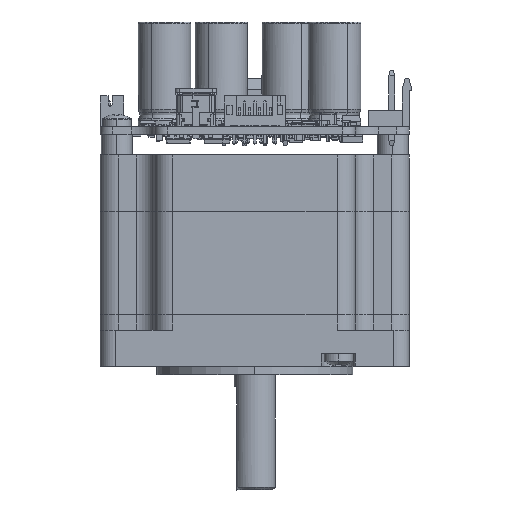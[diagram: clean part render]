
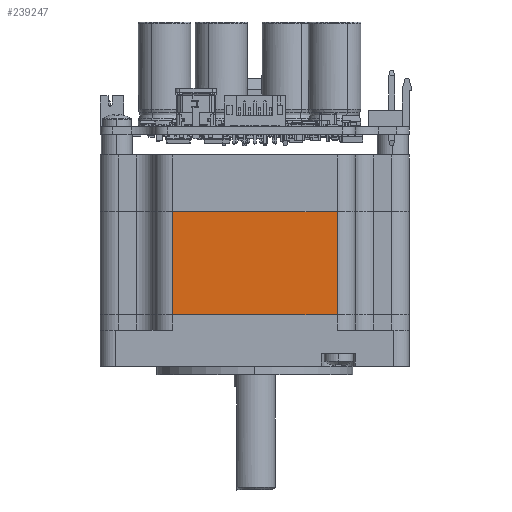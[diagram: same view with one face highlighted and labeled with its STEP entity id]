
A CAD part, left-side view. The second image highlights one B-rep face of the part: STEP entity #239247.
In plain terms, the highlighted planar face has unit normal (-1, 0, 0).
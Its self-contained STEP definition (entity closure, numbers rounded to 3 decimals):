
#1165 = ORIENTED_EDGE ( 'NONE', *, *, #62678, .T. ) ;
#23909 = EDGE_CURVE ( 'NONE', #402705, #90516, #386379, .T. ) ;
#25951 = PLANE ( 'NONE',  #388593 ) ;
#60462 = CARTESIAN_POINT ( 'NONE',  ( -30., 16., 35.5 ) ) ;
#62678 = EDGE_CURVE ( 'NONE', #387889, #323202, #289223, .T. ) ;
#82301 = DIRECTION ( 'NONE',  ( 0., 0., -1. ) ) ;
#82385 = CARTESIAN_POINT ( 'NONE',  ( -30., 16., 15.5 ) ) ;
#90516 = VERTEX_POINT ( 'NONE', #142179 ) ;
#92617 = DIRECTION ( 'NONE',  ( 0., 0., 1. ) ) ;
#101248 = ORIENTED_EDGE ( 'NONE', *, *, #241818, .F. ) ;
#102347 = VECTOR ( 'NONE', #142879, 1000. ) ;
#115019 = VECTOR ( 'NONE', #311157, 1000. ) ;
#121156 = EDGE_LOOP ( 'NONE', ( #1165, #101248, #361024, #330032 ) ) ;
#131431 = VECTOR ( 'NONE', #149240, 1000. ) ;
#142179 = CARTESIAN_POINT ( 'NONE',  ( -30., -16., 35.5 ) ) ;
#142879 = DIRECTION ( 'NONE',  ( 0., 1., 0. ) ) ;
#149240 = DIRECTION ( 'NONE',  ( 0., 0., 1. ) ) ;
#153268 = CARTESIAN_POINT ( 'NONE',  ( -30., -16., 15.5 ) ) ;
#155352 = FACE_OUTER_BOUND ( 'NONE', #121156, .T. ) ;
#191846 = EDGE_CURVE ( 'NONE', #90516, #387889, #401868, .T. ) ;
#237727 = CARTESIAN_POINT ( 'NONE',  ( -30., 28.08, 35.5 ) ) ;
#239247 = ADVANCED_FACE ( 'NONE', ( #155352 ), #25951, .T. ) ;
#241818 = EDGE_CURVE ( 'NONE', #402705, #323202, #414697, .T. ) ;
#256788 = CARTESIAN_POINT ( 'NONE',  ( -30., 16., 23.25 ) ) ;
#257888 = VECTOR ( 'NONE', #82301, 1000. ) ;
#289223 = LINE ( 'NONE', #256788, #257888 ) ;
#311157 = DIRECTION ( 'NONE',  ( 0., 1., 0. ) ) ;
#313179 = CARTESIAN_POINT ( 'NONE',  ( -30., -16., 23.25 ) ) ;
#323202 = VERTEX_POINT ( 'NONE', #82385 ) ;
#330032 = ORIENTED_EDGE ( 'NONE', *, *, #191846, .T. ) ;
#341546 = CARTESIAN_POINT ( 'NONE',  ( -30., 28.08, 15.5 ) ) ;
#361024 = ORIENTED_EDGE ( 'NONE', *, *, #23909, .T. ) ;
#384029 = CARTESIAN_POINT ( 'NONE',  ( -30., 28.08, -0.93 ) ) ;
#386379 = LINE ( 'NONE', #313179, #131431 ) ;
#387889 = VERTEX_POINT ( 'NONE', #60462 ) ;
#388593 = AXIS2_PLACEMENT_3D ( 'NONE', #384029, #420598, #92617 ) ;
#401868 = LINE ( 'NONE', #237727, #102347 ) ;
#402705 = VERTEX_POINT ( 'NONE', #153268 ) ;
#414697 = LINE ( 'NONE', #341546, #115019 ) ;
#420598 = DIRECTION ( 'NONE',  ( -1., 0., 0. ) ) ;
